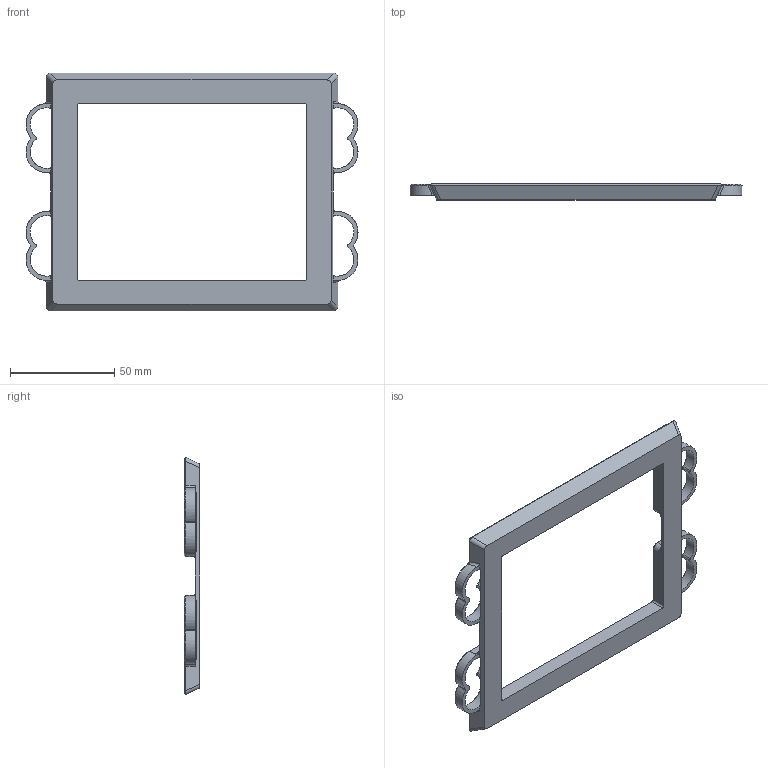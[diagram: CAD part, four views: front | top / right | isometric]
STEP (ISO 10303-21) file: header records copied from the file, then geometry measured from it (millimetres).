
FILE_DESCRIPTION (( 'STEP AP203' ), '1' );
FILE_NAME ('25d110 tonecarrier compatibility plate.step', '2025-12-31T21:08:03', ( '' ), ( '' ), '', '', '' );
FILE_SCHEMA (( 'CONFIG_CONTROL_DESIGN' ));
Length unit declared in the file: millimetre
Products named in the file (1): 25d110 tonecarrier compatibility plate
Bounding box: 159.3 x 7.5 x 113.83 mm (x, y, z)
Volume: 26303.5 mm3; surface area: 28401.7 mm2
Topology: 1 solids, 1 shells, 705 faces, 1886 edges, 1230 vertices
Faces by surface type: plane 327, cylinder 310, cone 40, bspline 24, torus 4
Entity records: 23721 total; most frequent: CARTESIAN_POINT 6240, ORIENTED_EDGE 3764, DIRECTION 3552, EDGE_CURVE 1882, VERTEX_POINT 1230, AXIS2_PLACEMENT_3D 1226, VECTOR 1100, LINE 1100
